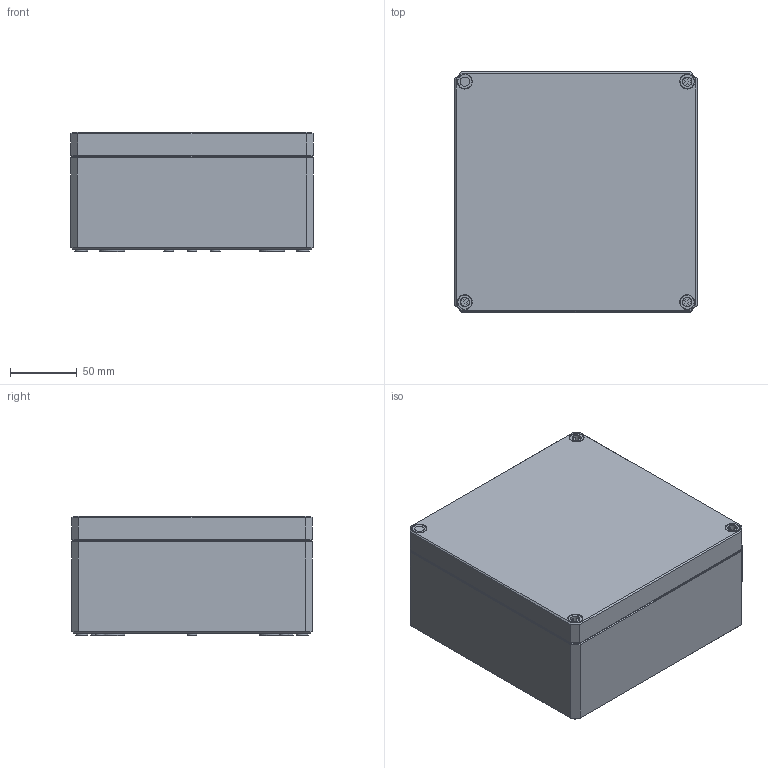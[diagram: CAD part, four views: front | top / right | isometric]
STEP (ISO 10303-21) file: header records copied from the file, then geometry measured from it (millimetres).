
FILE_DESCRIPTION(/* description */ (''),/* implementation_level */ '2;1');
FILE_NAME(/* name */ '0905108890 MBI-PC BK 181809 O.stp',/* time_stamp */ '2023-11-03T12:39:01+01:00',/* author */ ('alexander.rose'),/* organization */ (''),/* preprocessor_version */ 'ST-DEVELOPER v18.1',/* originating_system */ 'Autodesk Inventor 2022',/* authorisation */ '');
FILE_SCHEMA (('AUTOMOTIVE_DESIGN { 1 0 10303 214 3 1 1 }'));
Products named in the file (5): 0905108890 MBI-PC BK 181809 O; 0905108892-UT BK_181872 - O - zusätzliche Dome; 0995108891-OT BK_181818 - Index01; Schraube _ M10 x 34 _ MBI - Index01 - BK; Dichtung_1818xx
Assembly tree (7 placements, depth 2):
  0905108890 MBI-PC BK 181809 O
    0905108892-UT BK_181872 - O - zusätzliche Dome
    0995108891-OT BK_181818 - Index01
    Schraube _ M10 x 34 _ MBI - Index01 - BK  x4
    Dichtung_1818xx
Bounding box: 182 x 180.5 x 89.7 mm (x, y, z)
Volume: 429047.1 mm3; surface area: 279956.1 mm2
Topology: 7 solids, 7 shells, 2449 faces, 5982 edges, 3712 vertices
Faces by surface type: plane 1005, bspline 497, cylinder 394, torus 332, cone 205, sphere 16
Full cylindrical faces by diameter (mm): 4.5 x4, 5 x4, 5.8 x8, 6 x1, 7 x4, 8.376 x4, 10 x1, 10.5 x4
Entity records: 72977 total; most frequent: CARTESIAN_POINT 21678, ORIENTED_EDGE 11080, DIRECTION 9717, EDGE_CURVE 5540, VERTEX_POINT 3430, AXIS2_PLACEMENT_3D 3403, LINE 2911, VECTOR 2911
